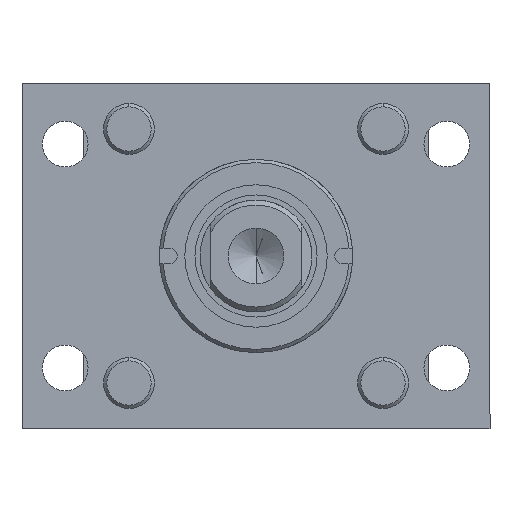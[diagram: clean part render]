
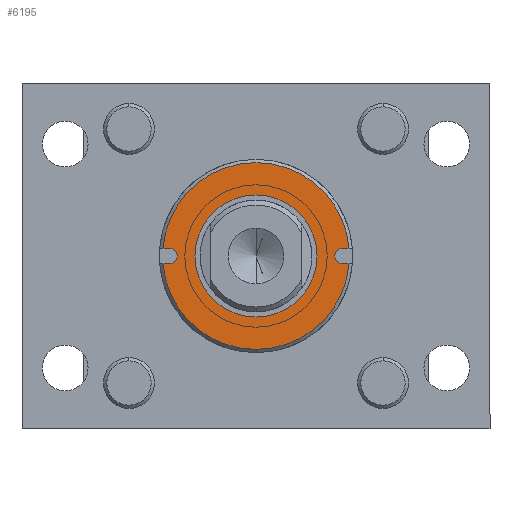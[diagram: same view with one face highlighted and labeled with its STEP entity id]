
A CAD part, left-side view. The second image highlights one B-rep face of the part: STEP entity #6195.
In plain terms, the highlighted planar face has unit normal (-1, 0, 0).
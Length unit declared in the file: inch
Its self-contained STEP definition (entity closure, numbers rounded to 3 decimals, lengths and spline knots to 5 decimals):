
#60 = EDGE_CURVE ( 'NONE', #6596, #3963, #6405, .T. ) ;
#265 = LINE ( 'NONE', #5223, #4700 ) ;
#362 = DIRECTION ( 'NONE',  ( -1., 0., 0. ) ) ;
#390 = VECTOR ( 'NONE', #4071, 39.37008 ) ;
#401 = DIRECTION ( 'NONE',  ( 0., 0., 1. ) ) ;
#456 = DIRECTION ( 'NONE',  ( 0., 0., -1. ) ) ;
#553 = AXIS2_PLACEMENT_3D ( 'NONE', #2330, #7229, #3450 ) ;
#721 = DIRECTION ( 'NONE',  ( 0., 0., 1. ) ) ;
#905 = VECTOR ( 'NONE', #4599, 39.37008 ) ;
#1035 = PLANE ( 'NONE',  #5527 ) ;
#1125 = ORIENTED_EDGE ( 'NONE', *, *, #3350, .F. ) ;
#1172 = CARTESIAN_POINT ( 'NONE',  ( 9.17484, 15.23865, 0.094 ) ) ;
#1187 = CIRCLE ( 'NONE', #5980, 0.75 ) ;
#1413 = DIRECTION ( 'NONE',  ( 0., -1., 0. ) ) ;
#1441 = AXIS2_PLACEMENT_3D ( 'NONE', #6958, #3171, #8049 ) ;
#1464 = VERTEX_POINT ( 'NONE', #8502 ) ;
#1528 = EDGE_CURVE ( 'NONE', #4967, #1464, #2292, .T. ) ;
#1748 = VERTEX_POINT ( 'NONE', #2268 ) ;
#2081 = CARTESIAN_POINT ( 'NONE',  ( 9.17484, 16.3823, 0.75 ) ) ;
#2108 = VERTEX_POINT ( 'NONE', #8587 ) ;
#2135 = AXIS2_PLACEMENT_3D ( 'NONE', #7959, #4192, #401 ) ;
#2186 = DIRECTION ( 'NONE',  ( 1., 0., 0. ) ) ;
#2238 = EDGE_LOOP ( 'NONE', ( #6266, #6963, #4057, #4123, #8608, #8188, #2250, #2304, #1125 ) ) ;
#2245 = CIRCLE ( 'NONE', #7664, 0.094 ) ;
#2250 = ORIENTED_EDGE ( 'NONE', *, *, #4286, .T. ) ;
#2268 = CARTESIAN_POINT ( 'NONE',  ( 9.17484, 15.3203, 0.094 ) ) ;
#2292 = CIRCLE ( 'NONE', #1441, 1.1475 ) ;
#2304 = ORIENTED_EDGE ( 'NONE', *, *, #7756, .T. ) ;
#2330 = CARTESIAN_POINT ( 'NONE',  ( 9.17484, 16.3823, 0. ) ) ;
#2400 = CIRCLE ( 'NONE', #7533, 0.094 ) ;
#2462 = CARTESIAN_POINT ( 'NONE',  ( 9.17484, 15.23865, -0.094 ) ) ;
#2619 = CARTESIAN_POINT ( 'NONE',  ( 9.17484, 17.5298, -0.094 ) ) ;
#2962 = LINE ( 'NONE', #7846, #390 ) ;
#3102 = EDGE_CURVE ( 'NONE', #6057, #1748, #2962, .T. ) ;
#3171 = DIRECTION ( 'NONE',  ( -1., 0., 0. ) ) ;
#3334 = VERTEX_POINT ( 'NONE', #2081 ) ;
#3350 = EDGE_CURVE ( 'NONE', #4967, #8073, #3484, .T. ) ;
#3450 = DIRECTION ( 'NONE',  ( 0., 0., 1. ) ) ;
#3484 = LINE ( 'NONE', #8372, #905 ) ;
#3630 = CARTESIAN_POINT ( 'NONE',  ( 9.17484, 15.3203, 0. ) ) ;
#3873 = CIRCLE ( 'NONE', #2135, 0.75 ) ;
#3963 = VERTEX_POINT ( 'NONE', #6413 ) ;
#4057 = ORIENTED_EDGE ( 'NONE', *, *, #60, .T. ) ;
#4071 = DIRECTION ( 'NONE',  ( 0., 1., 0. ) ) ;
#4123 = ORIENTED_EDGE ( 'NONE', *, *, #5153, .T. ) ;
#4128 = FACE_BOUND ( 'NONE', #5214, .T. ) ;
#4154 = CARTESIAN_POINT ( 'NONE',  ( 9.17484, 16.3823, 0. ) ) ;
#4192 = DIRECTION ( 'NONE',  ( -1., 0., 0. ) ) ;
#4246 = DIRECTION ( 'NONE',  ( 1., 0., 0. ) ) ;
#4286 = EDGE_CURVE ( 'NONE', #4437, #2108, #265, .T. ) ;
#4301 = AXIS2_PLACEMENT_3D ( 'NONE', #8292, #4515, #721 ) ;
#4437 = VERTEX_POINT ( 'NONE', #6040 ) ;
#4515 = DIRECTION ( 'NONE',  ( -1., 0., 0. ) ) ;
#4518 = VERTEX_POINT ( 'NONE', #5932 ) ;
#4599 = DIRECTION ( 'NONE',  ( 0., -1., 0. ) ) ;
#4700 = VECTOR ( 'NONE', #1413, 39.37008 ) ;
#4773 = DIRECTION ( 'NONE',  ( 0., 0., -1. ) ) ;
#4967 = VERTEX_POINT ( 'NONE', #6649 ) ;
#5153 = EDGE_CURVE ( 'NONE', #3963, #1748, #2400, .T. ) ;
#5214 = EDGE_LOOP ( 'NONE', ( #7266, #6282 ) ) ;
#5223 = CARTESIAN_POINT ( 'NONE',  ( 9.17484, 17.5298, 0.094 ) ) ;
#5290 = FACE_OUTER_BOUND ( 'NONE', #2238, .T. ) ;
#5315 = DIRECTION ( 'NONE',  ( 0., 0., 1. ) ) ;
#5527 = AXIS2_PLACEMENT_3D ( 'NONE', #5975, #2186, #7079 ) ;
#5791 = CIRCLE ( 'NONE', #4301, 1.1475 ) ;
#5932 = CARTESIAN_POINT ( 'NONE',  ( 9.17484, 16.3823, -0.75 ) ) ;
#5975 = CARTESIAN_POINT ( 'NONE',  ( 9.17484, 17.5298, 0. ) ) ;
#5980 = AXIS2_PLACEMENT_3D ( 'NONE', #4154, #362, #5315 ) ;
#6040 = CARTESIAN_POINT ( 'NONE',  ( 9.17484, 17.52594, 0.094 ) ) ;
#6057 = VERTEX_POINT ( 'NONE', #1172 ) ;
#6150 = CIRCLE ( 'NONE', #553, 1.1475 ) ;
#6195 = ADVANCED_FACE ( 'NONE', ( #4128, #5290 ), #1035, .F. ) ;
#6266 = ORIENTED_EDGE ( 'NONE', *, *, #1528, .T. ) ;
#6282 = ORIENTED_EDGE ( 'NONE', *, *, #6417, .F. ) ;
#6297 = EDGE_CURVE ( 'NONE', #1464, #6596, #6150, .T. ) ;
#6405 = LINE ( 'NONE', #2619, #8273 ) ;
#6413 = CARTESIAN_POINT ( 'NONE',  ( 9.17484, 15.3203, -0.094 ) ) ;
#6417 = EDGE_CURVE ( 'NONE', #4518, #3334, #1187, .T. ) ;
#6596 = VERTEX_POINT ( 'NONE', #2462 ) ;
#6649 = CARTESIAN_POINT ( 'NONE',  ( 9.17484, 17.52594, -0.094 ) ) ;
#6958 = CARTESIAN_POINT ( 'NONE',  ( 9.17484, 16.3823, 0. ) ) ;
#6963 = ORIENTED_EDGE ( 'NONE', *, *, #6297, .T. ) ;
#7010 = EDGE_CURVE ( 'NONE', #3334, #4518, #3873, .T. ) ;
#7079 = DIRECTION ( 'NONE',  ( 0., 0., -1. ) ) ;
#7099 = CARTESIAN_POINT ( 'NONE',  ( 9.17484, 17.4443, -0.094 ) ) ;
#7229 = DIRECTION ( 'NONE',  ( -1., 0., 0. ) ) ;
#7266 = ORIENTED_EDGE ( 'NONE', *, *, #7010, .F. ) ;
#7510 = DIRECTION ( 'NONE',  ( 0., 1., 0. ) ) ;
#7533 = AXIS2_PLACEMENT_3D ( 'NONE', #3630, #8537, #4773 ) ;
#7589 = EDGE_CURVE ( 'NONE', #6057, #4437, #5791, .T. ) ;
#7664 = AXIS2_PLACEMENT_3D ( 'NONE', #8019, #4246, #456 ) ;
#7756 = EDGE_CURVE ( 'NONE', #2108, #8073, #2245, .T. ) ;
#7846 = CARTESIAN_POINT ( 'NONE',  ( 9.17484, 17.5298, 0.094 ) ) ;
#7959 = CARTESIAN_POINT ( 'NONE',  ( 9.17484, 16.3823, 0. ) ) ;
#8019 = CARTESIAN_POINT ( 'NONE',  ( 9.17484, 17.4443, 0. ) ) ;
#8049 = DIRECTION ( 'NONE',  ( 0., 0., 1. ) ) ;
#8073 = VERTEX_POINT ( 'NONE', #7099 ) ;
#8188 = ORIENTED_EDGE ( 'NONE', *, *, #7589, .T. ) ;
#8273 = VECTOR ( 'NONE', #7510, 39.37008 ) ;
#8292 = CARTESIAN_POINT ( 'NONE',  ( 9.17484, 16.3823, 0. ) ) ;
#8372 = CARTESIAN_POINT ( 'NONE',  ( 9.17484, 17.5298, -0.094 ) ) ;
#8502 = CARTESIAN_POINT ( 'NONE',  ( 9.17484, 16.3823, -1.1475 ) ) ;
#8537 = DIRECTION ( 'NONE',  ( 1., 0., 0. ) ) ;
#8587 = CARTESIAN_POINT ( 'NONE',  ( 9.17484, 17.4443, 0.094 ) ) ;
#8608 = ORIENTED_EDGE ( 'NONE', *, *, #3102, .F. ) ;
